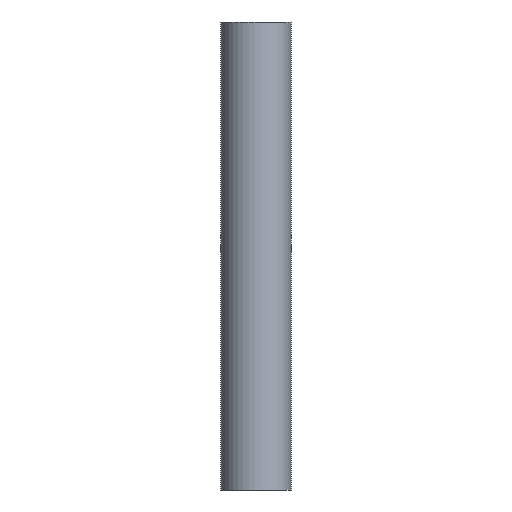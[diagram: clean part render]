
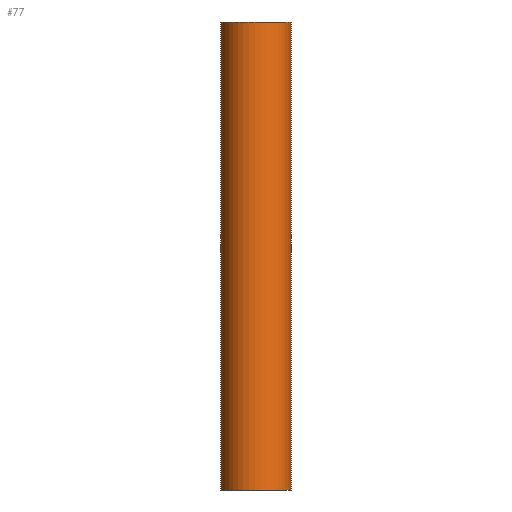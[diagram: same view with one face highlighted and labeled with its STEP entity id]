
A CAD part, front view. The second image highlights one B-rep face of the part: STEP entity #77.
In plain terms, the highlighted cylindrical face has radius 74.6 mm (diameter 149.2 mm), a partial arc.
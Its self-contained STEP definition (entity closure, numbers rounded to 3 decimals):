
#77=ADVANCED_FACE('',(#87),#88,.T.);
#87=FACE_OUTER_BOUND('',#104,.T.);
#88=CYLINDRICAL_SURFACE('',#105,74.6);
#104=EDGE_LOOP('',(#131,#132,#133,#134));
#105=AXIS2_PLACEMENT_3D('',#135,#136,#137);
#131=ORIENTED_EDGE('',*,*,#173,.T.);
#132=ORIENTED_EDGE('',*,*,#174,.F.);
#133=ORIENTED_EDGE('',*,*,#175,.F.);
#134=ORIENTED_EDGE('',*,*,#171,.T.);
#135=CARTESIAN_POINT('',(70.0,75.0,0.0));
#136=DIRECTION('',(0.0,0.0,-1.0));
#137=DIRECTION('',(1.0,0.0,0.0));
#171=EDGE_CURVE('',#190,#188,#191,.T.);
#173=EDGE_CURVE('',#188,#193,#194,.T.);
#174=EDGE_CURVE('',#195,#193,#196,.T.);
#175=EDGE_CURVE('',#190,#195,#197,.T.);
#188=VERTEX_POINT('',#216);
#190=VERTEX_POINT('',#219);
#191=LINE('',#220,#221);
#193=VERTEX_POINT('',#224);
#194=CIRCLE('',#225,74.6);
#195=VERTEX_POINT('',#226);
#196=LINE('',#227,#228);
#197=CIRCLE('',#229,74.6);
#216=CARTESIAN_POINT('',(144.561,77.41,-1000.0));
#219=CARTESIAN_POINT('',(144.561,77.41,0.0));
#220=CARTESIAN_POINT('',(144.561,77.41,0.0));
#221=VECTOR('',#243,1.0);
#224=CARTESIAN_POINT('',(144.564,72.671,-1000.0));
#225=AXIS2_PLACEMENT_3D('',#245,#246,#247);
#226=CARTESIAN_POINT('',(144.564,72.671,0.0));
#227=CARTESIAN_POINT('',(144.564,72.671,0.0));
#228=VECTOR('',#248,1.0);
#229=AXIS2_PLACEMENT_3D('',#249,#250,#251);
#243=DIRECTION('',(0.0,0.0,-1.0));
#245=CARTESIAN_POINT('',(70.0,75.0,-1000.0));
#246=DIRECTION('',(0.0,0.0,1.0));
#247=DIRECTION('',(1.0,0.0,0.0));
#248=DIRECTION('',(0.0,0.0,-1.0));
#249=CARTESIAN_POINT('',(70.0,75.0,0.0));
#250=DIRECTION('',(0.0,0.0,1.0));
#251=DIRECTION('',(1.0,0.0,0.0));
